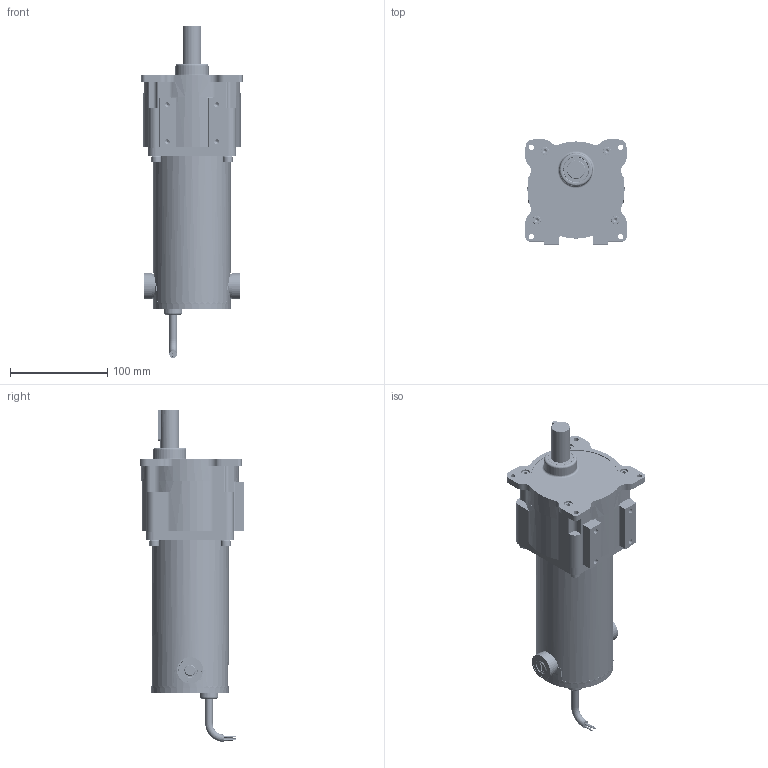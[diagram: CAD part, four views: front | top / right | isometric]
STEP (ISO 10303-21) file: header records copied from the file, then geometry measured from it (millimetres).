
FILE_DESCRIPTION (( 'STEP AP214' ), '1' );
FILE_NAME ('PSGP20FTC-GPP7450.STEP', '2022-03-07T17:39:21', ( '' ), ( '' ), 'SwSTEP 2.0', 'SolidWorks 2022', '' );
FILE_SCHEMA (( 'AUTOMOTIVE_DESIGN' ));
Length unit declared in the file: millimetre
Products named in the file (29): 2-6905_Gearbox Flange Adapter; 7-0160_Brush Tube; 32-0222; 40-6926_Field 2000C; 10-0240_Compressed; 46-0102; 20-6923_Armature 1101; 15-0306_Bolt 10-24; 14-0108; 38-0115; 29-0197; 38-0114; 600 & 700 Series Key; 1-2000D_Non-drive End Housing - Machined; 23-6911C_Armature Shaft 1101; 53-6926; 12-0116_Brush Tube Cap; 3-0129; FST type Reducer_PSL Replacement(1_4-28 UNF); 22-1101_End Insulator; Part1^6923; 21-1100_3 INCH; 61-0114; 3-0131; PSGP20FTC-GPP7450; 15-0309_Socket Head Cap Screw M6; 15-0302_15-0302; 6923_Model 2000C Motor; 96-2000_96-2000C
Assembly tree (38 placements, depth 4):
  Part1^6923
  PSGP20FTC-GPP7450
    6923_Model 2000C Motor
      40-6926_Field 2000C
        96-2000_96-2000C
        38-0114  x2
        38-0115  x2
      1-2000D_Non-drive End Housing - Machined
      32-0222
      3-0129
      3-0131
      20-6923_Armature 1101
        23-6911C_Armature Shaft 1101
        29-0197
        22-1101_End Insulator  x2
        21-1100_3 INCH
      2-6905_Gearbox Flange Adapter
      46-0102
      7-0160_Brush Tube  x2
      12-0116_Brush Tube Cap  x2
      15-0306_Bolt 10-24  x2
      53-6926
      14-0108  x2
      61-0114
      15-0302_15-0302
      10-0240_Compressed  x2
    FST type Reducer_PSL Replacement(1_4-28 UNF)
    15-0309_Socket Head Cap Screw M6  x4
    600 & 700 Series Key
Bounding box: 104 x 108 x 341.7 mm (x, y, z)
Volume: 932304.9 mm3; surface area: 357513.8 mm2
Topology: 68 solids, 68 shells, 4156 faces, 10998 edges, 6967 vertices
Faces by surface type: cylinder 1852, plane 1192, torus 421, cone 334, bspline 260, sphere 97
Entity records: 156465 total; most frequent: CARTESIAN_POINT 67906, ORIENTED_EDGE 17864, DIRECTION 17206, EDGE_CURVE 8932, AXIS2_PLACEMENT_3D 6843, VERTEX_POINT 5684, EDGE_LOOP 3654, CIRCLE 3577
